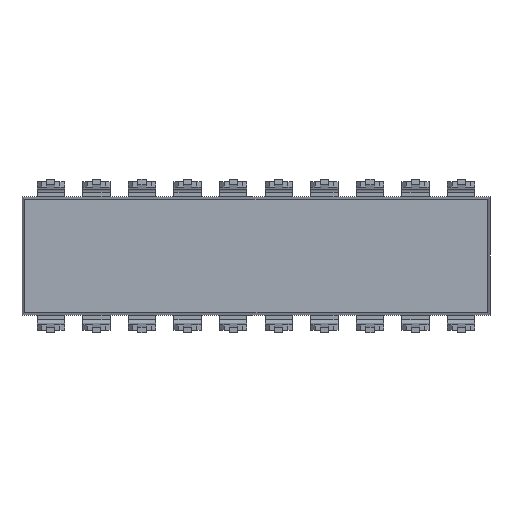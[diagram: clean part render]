
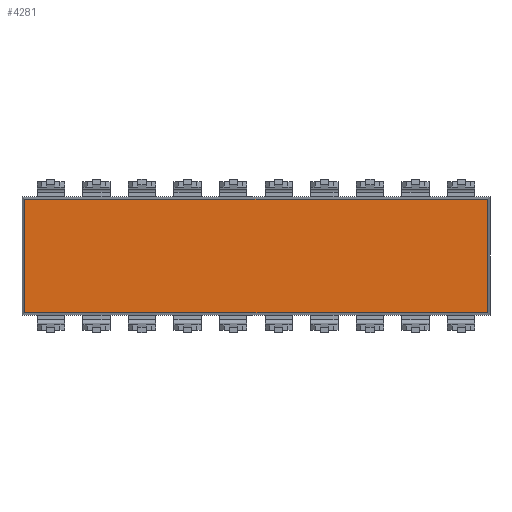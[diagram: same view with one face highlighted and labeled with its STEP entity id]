
A CAD part, front view. The second image highlights one B-rep face of the part: STEP entity #4281.
In plain terms, the highlighted planar face has unit normal (0, -1, 0).
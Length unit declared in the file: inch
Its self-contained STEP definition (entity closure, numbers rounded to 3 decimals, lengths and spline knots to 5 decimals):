
#228 = ORIENTED_EDGE ( 'NONE', *, *, #9786, .T. ) ;
#396 = CARTESIAN_POINT ( 'NONE',  ( 0.50738, 0.02, -0.13 ) ) ;
#628 = VECTOR ( 'NONE', #10591, 39.37008 ) ;
#1237 = CARTESIAN_POINT ( 'NONE',  ( -0.50738, 0.02, 0.13 ) ) ;
#1869 = AXIS2_PLACEMENT_3D ( 'NONE', #9270, #4284, #7553 ) ;
#2085 = VERTEX_POINT ( 'NONE', #9208 ) ;
#2907 = EDGE_CURVE ( 'NONE', #2085, #3925, #5179, .T. ) ;
#3023 = EDGE_CURVE ( 'NONE', #7550, #2085, #3498, .T. ) ;
#3316 = EDGE_LOOP ( 'NONE', ( #9863, #5612, #8389, #228 ) ) ;
#3413 = VERTEX_POINT ( 'NONE', #3846 ) ;
#3498 = LINE ( 'NONE', #6362, #5299 ) ;
#3846 = CARTESIAN_POINT ( 'NONE',  ( -0.50738, 0.02, 0.12413 ) ) ;
#3925 = VERTEX_POINT ( 'NONE', #10331 ) ;
#4206 = PLANE ( 'NONE',  #1869 ) ;
#4281 = ADVANCED_FACE ( 'NONE', ( #10222 ), #4206, .T. ) ;
#4284 = DIRECTION ( 'NONE',  ( 0., -1., 0. ) ) ;
#4510 = EDGE_CURVE ( 'NONE', #3925, #3413, #9612, .T. ) ;
#4753 = CARTESIAN_POINT ( 'NONE',  ( 0.51325, 0.02, 0.12413 ) ) ;
#4929 = LINE ( 'NONE', #1237, #9018 ) ;
#5179 = LINE ( 'NONE', #396, #7957 ) ;
#5299 = VECTOR ( 'NONE', #7153, 39.37008 ) ;
#5612 = ORIENTED_EDGE ( 'NONE', *, *, #2907, .T. ) ;
#6362 = CARTESIAN_POINT ( 'NONE',  ( -0.51325, 0.02, -0.12413 ) ) ;
#7153 = DIRECTION ( 'NONE',  ( 1., 0., 0. ) ) ;
#7550 = VERTEX_POINT ( 'NONE', #9885 ) ;
#7553 = DIRECTION ( 'NONE',  ( 0., 0., -1. ) ) ;
#7817 = DIRECTION ( 'NONE',  ( 0., 0., 1. ) ) ;
#7951 = DIRECTION ( 'NONE',  ( 0., 0., -1. ) ) ;
#7957 = VECTOR ( 'NONE', #7817, 39.37008 ) ;
#8389 = ORIENTED_EDGE ( 'NONE', *, *, #4510, .T. ) ;
#9018 = VECTOR ( 'NONE', #7951, 39.37008 ) ;
#9208 = CARTESIAN_POINT ( 'NONE',  ( 0.50738, 0.02, -0.12413 ) ) ;
#9270 = CARTESIAN_POINT ( 'NONE',  ( 0., 0.02, 0. ) ) ;
#9612 = LINE ( 'NONE', #4753, #628 ) ;
#9786 = EDGE_CURVE ( 'NONE', #3413, #7550, #4929, .T. ) ;
#9863 = ORIENTED_EDGE ( 'NONE', *, *, #3023, .T. ) ;
#9885 = CARTESIAN_POINT ( 'NONE',  ( -0.50738, 0.02, -0.12413 ) ) ;
#10222 = FACE_OUTER_BOUND ( 'NONE', #3316, .T. ) ;
#10331 = CARTESIAN_POINT ( 'NONE',  ( 0.50738, 0.02, 0.12413 ) ) ;
#10591 = DIRECTION ( 'NONE',  ( -1., 0., 0. ) ) ;
